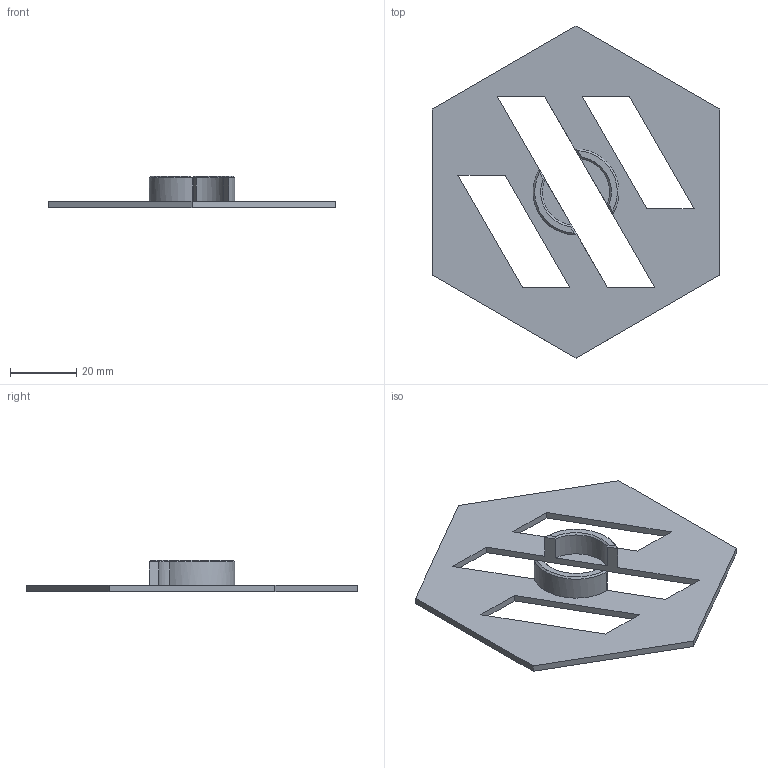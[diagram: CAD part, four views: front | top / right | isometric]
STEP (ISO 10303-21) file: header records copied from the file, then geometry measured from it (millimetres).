
FILE_DESCRIPTION(('HOOPS Exchange Step'),'2;1');
FILE_NAME('temp_export','2020-12-11T15:26:29-06:00',('mobile'),('Shapr3D Limited'),'HOOPS Exchange 2020.2','Shapr3D','Authorized');
FILE_SCHEMA( ('AP203_CONFIGURATION_CONTROLLED_3D_DESIGN_OF_MECHANICAL_PARTS_AND_ASSEMBLIES_MIM_LF') );
Length unit declared in the file: millimetre
Products named in the file (1): Deck_Logo
Bounding box: 87 x 100.46 x 9.5 mm (x, y, z)
Volume: 10489.1 mm3; surface area: 11642.6 mm2
Topology: 1 solids, 1 shells, 39 faces, 103 edges, 66 vertices
Faces by surface type: plane 28, cone 6, cylinder 5
Entity records: 1235 total; most frequent: CARTESIAN_POINT 233, ORIENTED_EDGE 206, DIRECTION 193, EDGE_CURVE 103, VECTOR 77, LINE 77, VERTEX_POINT 66, AXIS2_PLACEMENT_3D 58
